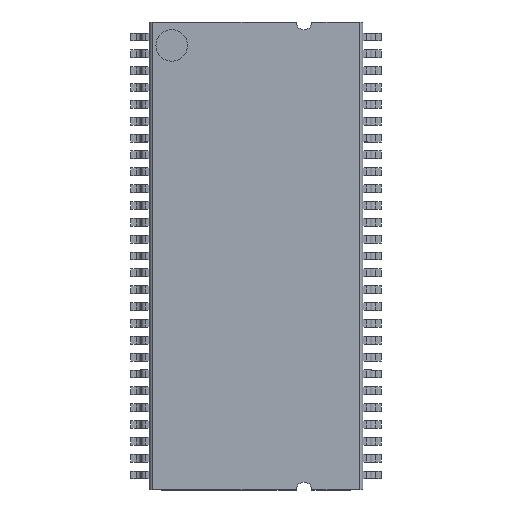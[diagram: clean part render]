
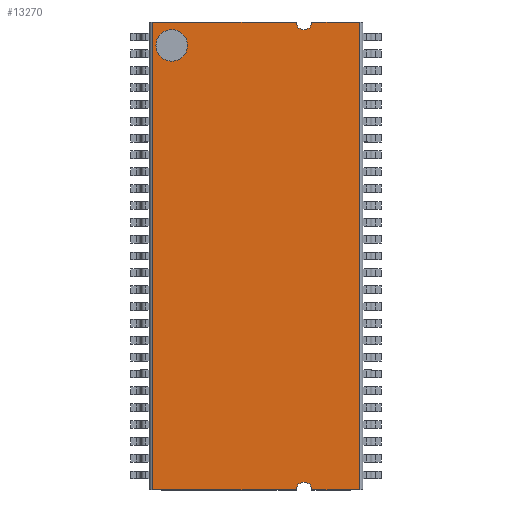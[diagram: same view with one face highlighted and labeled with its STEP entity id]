
A CAD part, top view. The second image highlights one B-rep face of the part: STEP entity #13270.
In plain terms, the highlighted planar face has unit normal (0, 0, 1).
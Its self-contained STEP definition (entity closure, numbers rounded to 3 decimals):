
#123=FACE_BOUND('',#1452,.T.);
#125=PLANE('',#14102);
#677=FACE_OUTER_BOUND('',#1451,.T.);
#1451=EDGE_LOOP('',(#9074,#9075,#9076,#9077,#9078,#9079,#9080,#9081));
#1452=EDGE_LOOP('',(#9082));
#2228=LINE('',#19315,#3770);
#2229=LINE('',#19317,#3771);
#2230=LINE('',#19319,#3772);
#2231=LINE('',#19323,#3773);
#2232=LINE('',#19325,#3774);
#2233=LINE('',#19326,#3775);
#3770=VECTOR('',#15331,10.);
#3771=VECTOR('',#15332,10.);
#3772=VECTOR('',#15333,10.);
#3773=VECTOR('',#15336,10.);
#3774=VECTOR('',#15337,10.);
#3775=VECTOR('',#15338,10.);
#5311=CIRCLE('',#14101,0.375);
#5312=CIRCLE('',#14103,0.375);
#5313=CIRCLE('',#14104,0.75);
#5758=VERTEX_POINT('',#19308);
#5759=VERTEX_POINT('',#19310);
#5760=VERTEX_POINT('',#19314);
#5761=VERTEX_POINT('',#19316);
#5762=VERTEX_POINT('',#19318);
#5763=VERTEX_POINT('',#19320);
#5764=VERTEX_POINT('',#19322);
#5765=VERTEX_POINT('',#19324);
#5766=VERTEX_POINT('',#19327);
#7084=EDGE_CURVE('',#5759,#5758,#5311,.T.);
#7086=EDGE_CURVE('',#5758,#5760,#2228,.T.);
#7087=EDGE_CURVE('',#5760,#5761,#2229,.T.);
#7088=EDGE_CURVE('',#5761,#5762,#2230,.T.);
#7089=EDGE_CURVE('',#5762,#5763,#5312,.T.);
#7090=EDGE_CURVE('',#5763,#5764,#2231,.T.);
#7091=EDGE_CURVE('',#5764,#5765,#2232,.T.);
#7092=EDGE_CURVE('',#5765,#5759,#2233,.T.);
#7093=EDGE_CURVE('',#5766,#5766,#5313,.T.);
#9074=ORIENTED_EDGE('',*,*,#7084,.T.);
#9075=ORIENTED_EDGE('',*,*,#7086,.T.);
#9076=ORIENTED_EDGE('',*,*,#7087,.T.);
#9077=ORIENTED_EDGE('',*,*,#7088,.T.);
#9078=ORIENTED_EDGE('',*,*,#7089,.T.);
#9079=ORIENTED_EDGE('',*,*,#7090,.T.);
#9080=ORIENTED_EDGE('',*,*,#7091,.T.);
#9081=ORIENTED_EDGE('',*,*,#7092,.T.);
#9082=ORIENTED_EDGE('',*,*,#7093,.T.);
#13270=ADVANCED_FACE('',(#677,#123),#125,.T.);
#14101=AXIS2_PLACEMENT_3D('',#19311,#15326,#15327);
#14102=AXIS2_PLACEMENT_3D('',#19313,#15329,#15330);
#14103=AXIS2_PLACEMENT_3D('',#19321,#15334,#15335);
#14104=AXIS2_PLACEMENT_3D('',#19328,#15339,#15340);
#15326=DIRECTION('center_axis',(0.,0.,-1.));
#15327=DIRECTION('ref_axis',(-1.,0.,0.));
#15329=DIRECTION('center_axis',(0.,0.,1.));
#15330=DIRECTION('ref_axis',(1.,0.,0.));
#15331=DIRECTION('',(-1.,0.,0.));
#15332=DIRECTION('',(0.,-1.,0.));
#15333=DIRECTION('',(1.,0.,0.));
#15334=DIRECTION('center_axis',(0.,0.,-1.));
#15335=DIRECTION('ref_axis',(-1.,0.,0.));
#15336=DIRECTION('',(1.,0.,0.));
#15337=DIRECTION('',(0.,1.,0.));
#15338=DIRECTION('',(-1.,0.,0.));
#15339=DIRECTION('center_axis',(0.,0.,-1.));
#15340=DIRECTION('ref_axis',(-1.,0.,0.));
#19308=CARTESIAN_POINT('',(1.905,11.11,1.2));
#19310=CARTESIAN_POINT('',(2.655,11.11,1.2));
#19311=CARTESIAN_POINT('Origin',(2.28,11.11,1.2));
#19313=CARTESIAN_POINT('Origin',(0.,0.,1.2));
#19314=CARTESIAN_POINT('',(-4.9,11.11,1.2));
#19315=CARTESIAN_POINT('',(5.08,11.11,1.2));
#19316=CARTESIAN_POINT('',(-4.9,-11.11,1.2));
#19317=CARTESIAN_POINT('',(-4.9,-11.11,1.2));
#19318=CARTESIAN_POINT('',(1.905,-11.11,1.2));
#19319=CARTESIAN_POINT('',(-5.08,-11.11,1.2));
#19320=CARTESIAN_POINT('',(2.655,-11.11,1.2));
#19321=CARTESIAN_POINT('Origin',(2.28,-11.11,1.2));
#19322=CARTESIAN_POINT('',(4.9,-11.11,1.2));
#19323=CARTESIAN_POINT('',(-5.08,-11.11,1.2));
#19324=CARTESIAN_POINT('',(4.9,11.11,1.2));
#19325=CARTESIAN_POINT('',(4.9,-11.11,1.2));
#19326=CARTESIAN_POINT('',(5.08,11.11,1.2));
#19327=CARTESIAN_POINT('',(-3.25,10.,1.2));
#19328=CARTESIAN_POINT('Origin',(-4.,10.,1.2));
